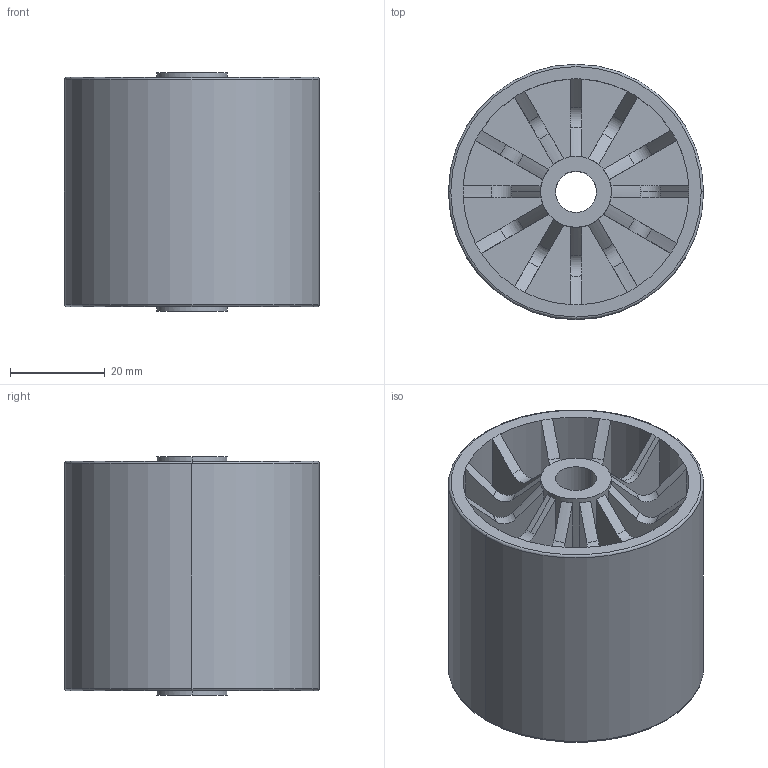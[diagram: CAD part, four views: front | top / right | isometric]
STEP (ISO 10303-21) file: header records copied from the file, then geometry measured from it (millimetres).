
FILE_DESCRIPTION (( 'STEP AP214' ), '1' );
FILE_NAME ('0016651_NR70.step', '2017-09-20T08:55:03', ( '' ), ( '' ), 'SwSTEP 2.0', 'SolidWorks 2016', '' );
FILE_SCHEMA (( 'AUTOMOTIVE_DESIGN' ));
Length unit declared in the file: millimetre
Products named in the file (1): 0016651_NR70
Bounding box: 54 x 54 x 50.5 mm (x, y, z)
Volume: 52705.6 mm3; surface area: 35751.3 mm2
Topology: 1 solids, 1 shells, 190 faces, 502 edges, 316 vertices
Faces by surface type: plane 76, cone 52, cylinder 32, torus 30
Entity records: 6702 total; most frequent: CARTESIAN_POINT 2081, ORIENTED_EDGE 1004, DIRECTION 942, EDGE_CURVE 502, AXIS2_PLACEMENT_3D 393, VERTEX_POINT 316, CIRCLE 202, EDGE_LOOP 194
